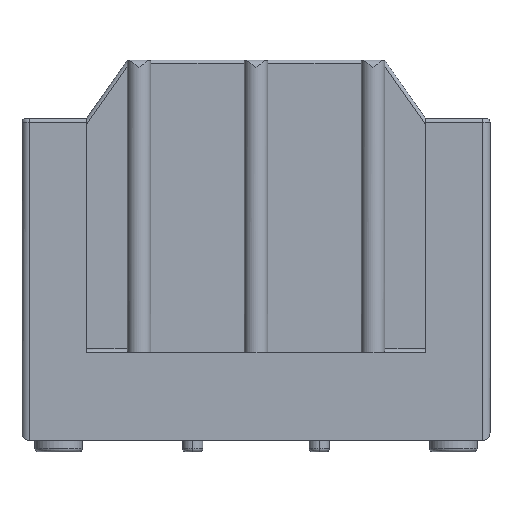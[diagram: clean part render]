
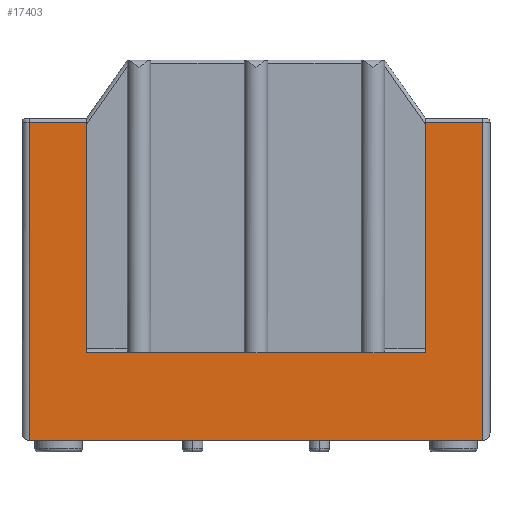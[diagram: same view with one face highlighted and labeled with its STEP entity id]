
A CAD part, left-side view. The second image highlights one B-rep face of the part: STEP entity #17403.
In plain terms, the highlighted planar face has unit normal (-1, 0, 0).
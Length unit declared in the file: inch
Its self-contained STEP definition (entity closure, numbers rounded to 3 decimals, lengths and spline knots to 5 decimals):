
#250 = ORIENTED_EDGE ( 'NONE', *, *, #15508, .T. ) ;
#1267 = VERTEX_POINT ( 'NONE', #14083 ) ;
#1591 = VECTOR ( 'NONE', #12043, 39.37008 ) ;
#1626 = CARTESIAN_POINT ( 'NONE',  ( -1., -1.45, -2.5 ) ) ;
#1697 = ORIENTED_EDGE ( 'NONE', *, *, #9531, .T. ) ;
#2110 = CARTESIAN_POINT ( 'NONE',  ( -1., 1., -2.5 ) ) ;
#2807 = LINE ( 'NONE', #12028, #17098 ) ;
#4453 = ORIENTED_EDGE ( 'NONE', *, *, #23524, .F. ) ;
#4454 = CARTESIAN_POINT ( 'NONE',  ( -1., 0., -2.5 ) ) ;
#4459 = CARTESIAN_POINT ( 'NONE',  ( -1., 1.9375, 0. ) ) ;
#4593 = LINE ( 'NONE', #19311, #32912 ) ;
#5233 = ORIENTED_EDGE ( 'NONE', *, *, #25921, .T. ) ;
#5437 = EDGE_CURVE ( 'NONE', #30323, #31739, #21424, .T. ) ;
#5707 = VERTEX_POINT ( 'NONE', #13825 ) ;
#6972 = DIRECTION ( 'NONE',  ( 0., -1., 0. ) ) ;
#7458 = ORIENTED_EDGE ( 'NONE', *, *, #14569, .F. ) ;
#7637 = FACE_OUTER_BOUND ( 'NONE', #26006, .T. ) ;
#7688 = LINE ( 'NONE', #10184, #14353 ) ;
#8182 = LINE ( 'NONE', #1626, #19305 ) ;
#8226 = EDGE_CURVE ( 'NONE', #29519, #23986, #16009, .T. ) ;
#8449 = VECTOR ( 'NONE', #28133, 39.37008 ) ;
#8799 = VECTOR ( 'NONE', #6972, 39.37008 ) ;
#9485 = DIRECTION ( 'NONE',  ( 0., 0., 1. ) ) ;
#9531 = EDGE_CURVE ( 'NONE', #31739, #32037, #12264, .T. ) ;
#9605 = CARTESIAN_POINT ( 'NONE',  ( -1., 1.45, -2.5 ) ) ;
#9824 = AXIS2_PLACEMENT_3D ( 'NONE', #29151, #12196, #31898 ) ;
#9995 = ORIENTED_EDGE ( 'NONE', *, *, #15692, .F. ) ;
#10184 = CARTESIAN_POINT ( 'NONE',  ( -1., 0., -2.5 ) ) ;
#10832 = DIRECTION ( 'NONE',  ( 0., 1., 0. ) ) ;
#11125 = CARTESIAN_POINT ( 'NONE',  ( -1., 0., -2.5 ) ) ;
#11757 = EDGE_CURVE ( 'NONE', #23986, #30151, #8182, .T. ) ;
#11923 = CARTESIAN_POINT ( 'NONE',  ( -1., -1.45, -0.5312 ) ) ;
#12028 = CARTESIAN_POINT ( 'NONE',  ( -1., 0., -0.5312 ) ) ;
#12043 = DIRECTION ( 'NONE',  ( 0., 1., 0. ) ) ;
#12196 = DIRECTION ( 'NONE',  ( -1., 0., 0. ) ) ;
#12264 = LINE ( 'NONE', #20755, #1591 ) ;
#12936 = DIRECTION ( 'NONE',  ( 0., -1., 0. ) ) ;
#13578 = ORIENTED_EDGE ( 'NONE', *, *, #22884, .T. ) ;
#13825 = CARTESIAN_POINT ( 'NONE',  ( -1., 1.9375, -3.25 ) ) ;
#14083 = CARTESIAN_POINT ( 'NONE',  ( -1., -1.9375, -3.25 ) ) ;
#14353 = VECTOR ( 'NONE', #12936, 39.37008 ) ;
#14569 = EDGE_CURVE ( 'NONE', #30323, #29916, #23900, .T. ) ;
#15508 = EDGE_CURVE ( 'NONE', #32037, #5707, #35101, .T. ) ;
#15692 = EDGE_CURVE ( 'NONE', #1267, #5707, #4593, .T. ) ;
#15817 = DIRECTION ( 'NONE',  ( 0., 0., 1. ) ) ;
#16009 = LINE ( 'NONE', #11125, #8449 ) ;
#16204 = EDGE_CURVE ( 'NONE', #29916, #17316, #7688, .T. ) ;
#16800 = CARTESIAN_POINT ( 'NONE',  ( -1., 1.45, -0.5312 ) ) ;
#17098 = VECTOR ( 'NONE', #28998, 39.37008 ) ;
#17316 = VERTEX_POINT ( 'NONE', #34102 ) ;
#17403 = ADVANCED_FACE ( 'NONE', ( #7637 ), #31768, .T. ) ;
#17487 = VECTOR ( 'NONE', #26597, 39.37008 ) ;
#18695 = DIRECTION ( 'NONE',  ( 0., -1., 0. ) ) ;
#19199 = LINE ( 'NONE', #26478, #34085 ) ;
#19305 = VECTOR ( 'NONE', #15817, 39.37008 ) ;
#19311 = CARTESIAN_POINT ( 'NONE',  ( -1., 0., -3.25 ) ) ;
#20721 = ORIENTED_EDGE ( 'NONE', *, *, #16204, .F. ) ;
#20755 = CARTESIAN_POINT ( 'NONE',  ( -1., 0., -0.5312 ) ) ;
#21424 = LINE ( 'NONE', #9605, #17487 ) ;
#21626 = CARTESIAN_POINT ( 'NONE',  ( -1., -1.9375, -0.5312 ) ) ;
#22884 = EDGE_CURVE ( 'NONE', #28799, #30151, #2807, .T. ) ;
#23524 = EDGE_CURVE ( 'NONE', #17316, #29519, #25813, .T. ) ;
#23886 = ORIENTED_EDGE ( 'NONE', *, *, #11757, .F. ) ;
#23900 = LINE ( 'NONE', #23970, #8799 ) ;
#23948 = ORIENTED_EDGE ( 'NONE', *, *, #5437, .T. ) ;
#23970 = CARTESIAN_POINT ( 'NONE',  ( -1., 0., -2.5 ) ) ;
#23986 = VERTEX_POINT ( 'NONE', #29484 ) ;
#25813 = LINE ( 'NONE', #4454, #32303 ) ;
#25921 = EDGE_CURVE ( 'NONE', #1267, #28799, #19199, .T. ) ;
#26006 = EDGE_LOOP ( 'NONE', ( #5233, #13578, #23886, #31146, #4453, #20721, #7458, #23948, #1697, #250, #9995 ) ) ;
#26478 = CARTESIAN_POINT ( 'NONE',  ( -1., -1.9375, 0. ) ) ;
#26597 = DIRECTION ( 'NONE',  ( 0., 0., 1. ) ) ;
#26797 = CARTESIAN_POINT ( 'NONE',  ( -1., 1.45, -2.5 ) ) ;
#27726 = VECTOR ( 'NONE', #32791, 39.37008 ) ;
#27869 = CARTESIAN_POINT ( 'NONE',  ( -1., -1., -2.5 ) ) ;
#28133 = DIRECTION ( 'NONE',  ( 0., -1., 0. ) ) ;
#28799 = VERTEX_POINT ( 'NONE', #21626 ) ;
#28998 = DIRECTION ( 'NONE',  ( 0., 1., 0. ) ) ;
#29151 = CARTESIAN_POINT ( 'NONE',  ( -1., 0., 0. ) ) ;
#29347 = CARTESIAN_POINT ( 'NONE',  ( -1., 1.9375, -0.5312 ) ) ;
#29484 = CARTESIAN_POINT ( 'NONE',  ( -1., -1.45, -2.5 ) ) ;
#29519 = VERTEX_POINT ( 'NONE', #27869 ) ;
#29916 = VERTEX_POINT ( 'NONE', #2110 ) ;
#30151 = VERTEX_POINT ( 'NONE', #11923 ) ;
#30323 = VERTEX_POINT ( 'NONE', #26797 ) ;
#31146 = ORIENTED_EDGE ( 'NONE', *, *, #8226, .F. ) ;
#31739 = VERTEX_POINT ( 'NONE', #16800 ) ;
#31768 = PLANE ( 'NONE',  #9824 ) ;
#31898 = DIRECTION ( 'NONE',  ( 0., 0., 1. ) ) ;
#32037 = VERTEX_POINT ( 'NONE', #29347 ) ;
#32303 = VECTOR ( 'NONE', #18695, 39.37008 ) ;
#32791 = DIRECTION ( 'NONE',  ( 0., 0., -1. ) ) ;
#32912 = VECTOR ( 'NONE', #10832, 39.37008 ) ;
#34085 = VECTOR ( 'NONE', #9485, 39.37008 ) ;
#34102 = CARTESIAN_POINT ( 'NONE',  ( -1., 0., -2.5 ) ) ;
#35101 = LINE ( 'NONE', #4459, #27726 ) ;
